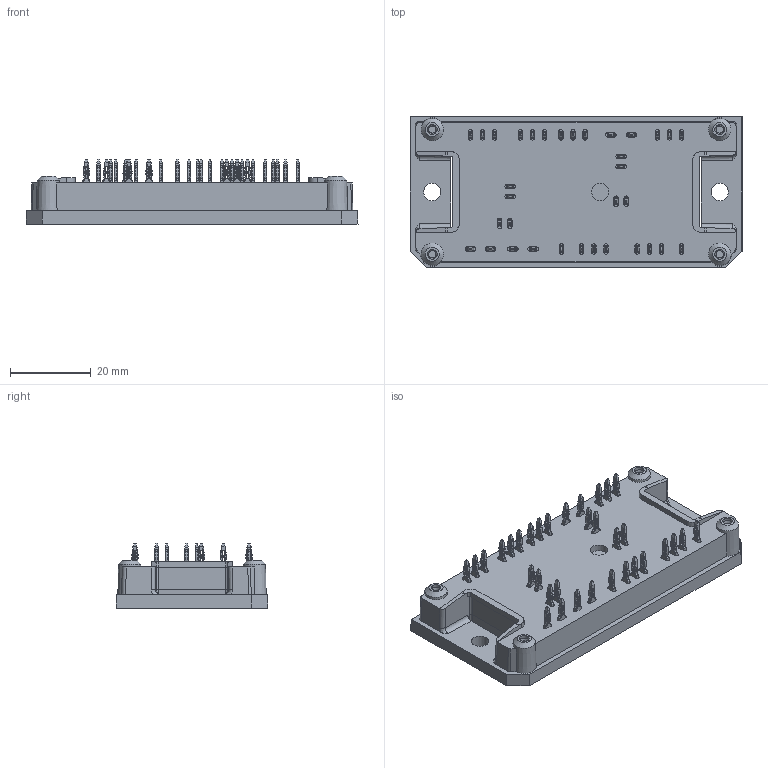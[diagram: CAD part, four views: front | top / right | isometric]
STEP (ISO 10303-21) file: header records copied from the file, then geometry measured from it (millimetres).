
FILE_DESCRIPTION( ( 'Unknown' ), '1' );
FILE_NAME( 'Part2.stp', 'Unknown', ( 'Unknown' ), ( 'Unknown' ), 'PSStep 17.0.49', 'Unknown', ' ' );
FILE_SCHEMA( ( 'AUTOMOTIVE_DESIGN { 1 0 10303 214 1 1 1 1 }' ) );
Length unit declared in the file: millimetre
Products named in the file (1): dcb
Bounding box: 82 x 37.4 x 16.23 mm (x, y, z)
Volume: 25828.5 mm3; surface area: 11923.8 mm2
Topology: 1 solids, 1 shells, 2949 faces, 7816 edges, 4887 vertices
Faces by surface type: plane 1443, cylinder 937, bspline 276, torus 272, cone 16, extrusion 5
Full cylindrical faces by diameter (mm): 2.4 x4, 4.3 x3
Entity records: 182910 total; most frequent: CARTESIAN_POINT 88846, ORIENTED_EDGE 15280, DIRECTION 13853, EDGE_CURVE 7640, VERTEX_POINT 4870, AXIS2_PLACEMENT_3D 4715, VECTOR 4423, LINE 4418
